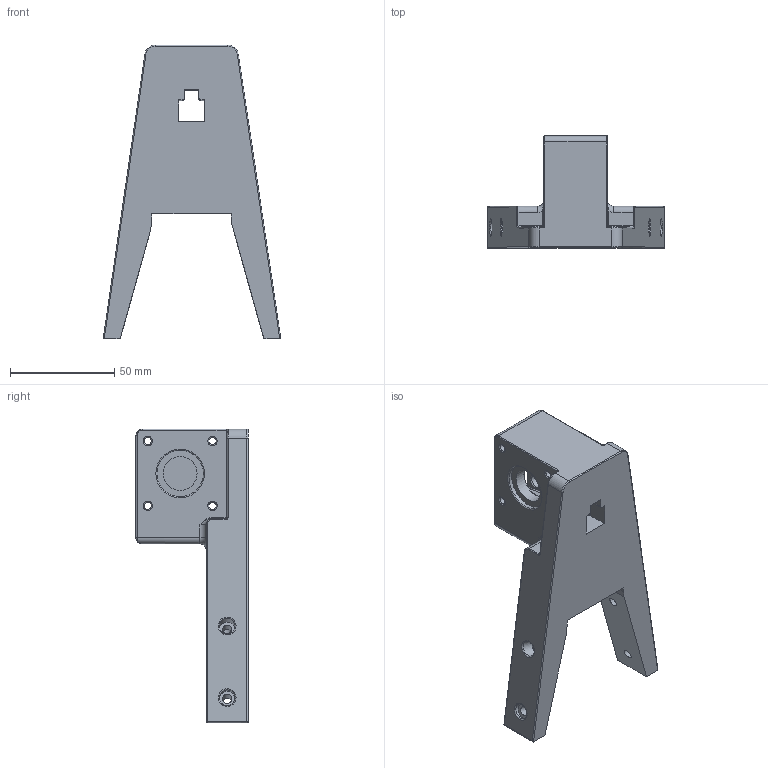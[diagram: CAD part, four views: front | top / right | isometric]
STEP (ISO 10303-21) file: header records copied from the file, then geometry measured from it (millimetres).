
FILE_DESCRIPTION(/* description */ (''),/* implementation_level */ '2;1');
FILE_NAME(/* name */ '13_rear_AltAz_mount.STL v25.step',/* time_stamp */ '2020-10-08T17:41:07-04:00',/* author */ (''),/* organization */ (''),/* preprocessor_version */ 'ST-DEVELOPER v18.1',/* originating_system */ 'Autodesk Translation Framework v9.3.0.1241',/* authorisation */ '');
FILE_SCHEMA (('AUTOMOTIVE_DESIGN { 1 0 10303 214 3 1 1 }'));
Length unit declared in the file: millimetre
Products named in the file (1): 13_rear_AltAz_mount.STL
Bounding box: 84.86 x 53.65 x 140.66 mm (x, y, z)
Volume: 138698.8 mm3; surface area: 33428.9 mm2
Topology: 1 solids, 1 shells, 196 faces, 461 edges, 266 vertices
Faces by surface type: cylinder 86, torus 43, plane 40, bspline 21, sphere 6
Full cylindrical faces by diameter (mm): 3.5 x4, 4.5 x4, 6 x5, 7.5 x4, 16.25 x1, 21.25 x1, 22.25 x1
Entity records: 6399 total; most frequent: CARTESIAN_POINT 1794, DIRECTION 1035, ORIENTED_EDGE 906, EDGE_CURVE 453, AXIS2_PLACEMENT_3D 433, VERTEX_POINT 266, EDGE_LOOP 227, CIRCLE 223
